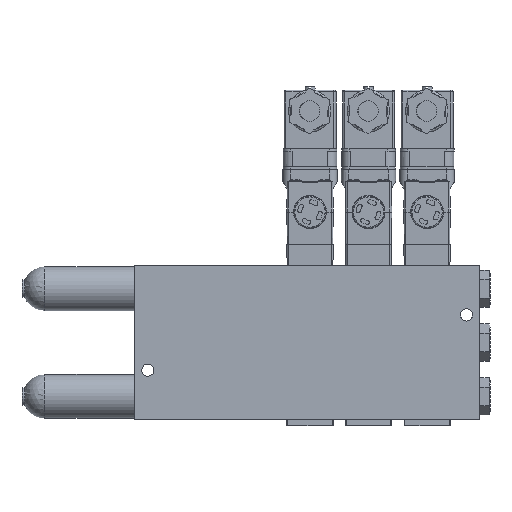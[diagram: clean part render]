
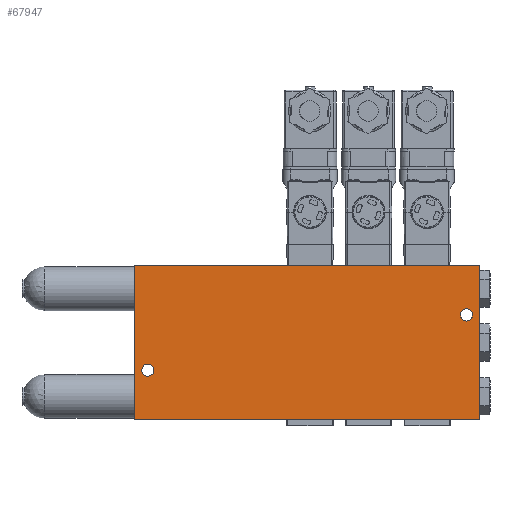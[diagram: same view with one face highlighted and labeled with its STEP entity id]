
A CAD part, front view. The second image highlights one B-rep face of the part: STEP entity #67947.
In plain terms, the highlighted planar face has unit normal (0, -1, 0).
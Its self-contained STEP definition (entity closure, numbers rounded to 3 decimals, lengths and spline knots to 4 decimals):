
#56=DIRECTION('',(0.,0.,1.));
#57=VECTOR('',#56,3.3);
#58=CARTESIAN_POINT('',(3.6875,-0.625,0.));
#59=LINE('',#58,#57);
#136=DIRECTION('',(1.,0.,0.));
#137=VECTOR('',#136,7.375);
#138=CARTESIAN_POINT('',(-3.6875,-0.625,0.));
#139=LINE('',#138,#137);
#434=DIRECTION('',(1.,0.,0.));
#435=VECTOR('',#434,7.375);
#436=CARTESIAN_POINT('',(-3.6875,-0.625,3.3));
#437=LINE('',#436,#435);
#438=DIRECTION('',(0.,0.,1.));
#439=VECTOR('',#438,3.3);
#440=CARTESIAN_POINT('',(-3.6875,-0.625,0.));
#441=LINE('',#440,#439);
#442=CARTESIAN_POINT('',(-3.4025,-0.625,1.06));
#443=DIRECTION('',(0.,1.,0.));
#444=DIRECTION('',(1.,0.,0.));
#445=AXIS2_PLACEMENT_3D('',#442,#443,#444);
#447=CARTESIAN_POINT('',(-3.4025,-0.625,1.06));
#448=DIRECTION('',(0.,1.,0.));
#449=DIRECTION('',(-1.,0.,0.));
#450=AXIS2_PLACEMENT_3D('',#447,#448,#449);
#452=CARTESIAN_POINT('',(3.4025,-0.625,2.24));
#453=DIRECTION('',(0.,1.,0.));
#454=DIRECTION('',(1.,0.,0.));
#455=AXIS2_PLACEMENT_3D('',#452,#453,#454);
#457=CARTESIAN_POINT('',(3.4025,-0.625,2.24));
#458=DIRECTION('',(0.,1.,0.));
#459=DIRECTION('',(-1.,0.,0.));
#460=AXIS2_PLACEMENT_3D('',#457,#458,#459);
#57416=CARTESIAN_POINT('',(-3.6875,-0.625,0.));
#57418=VERTEX_POINT('',#57416);
#57419=CARTESIAN_POINT('',(3.6875,-0.625,0.));
#57420=VERTEX_POINT('',#57419);
#57424=CARTESIAN_POINT('',(-3.6875,-0.625,3.3));
#57426=VERTEX_POINT('',#57424);
#57427=CARTESIAN_POINT('',(3.6875,-0.625,3.3));
#57428=VERTEX_POINT('',#57427);
#67629=CARTESIAN_POINT('',(-3.2725,-0.625,1.06));
#67631=VERTEX_POINT('',#67629);
#67633=CARTESIAN_POINT('',(-3.5325,-0.625,1.06));
#67635=VERTEX_POINT('',#67633);
#67637=CARTESIAN_POINT('',(3.5325,-0.625,2.24));
#67639=VERTEX_POINT('',#67637);
#67641=CARTESIAN_POINT('',(3.2725,-0.625,2.24));
#67643=VERTEX_POINT('',#67641);
#67924=CARTESIAN_POINT('',(-3.6875,-0.625,0.));
#67925=DIRECTION('',(0.,-1.,0.));
#67926=DIRECTION('',(1.,0.,0.));
#67927=AXIS2_PLACEMENT_3D('',#67924,#67925,#67926);
#67928=PLANE('',#67927);
#67929=ORIENTED_EDGE('',*,*,#67731,.F.);
#67930=ORIENTED_EDGE('',*,*,#67749,.T.);
#67931=ORIENTED_EDGE('',*,*,#67919,.T.);
#67932=ORIENTED_EDGE('',*,*,#67674,.F.);
#67933=EDGE_LOOP('',(#67929,#67930,#67931,#67932));
#67934=FACE_OUTER_BOUND('',#67933,.F.);
#67936=ORIENTED_EDGE('',*,*,#67935,.F.);
#67938=ORIENTED_EDGE('',*,*,#67937,.F.);
#67939=EDGE_LOOP('',(#67936,#67938));
#67940=FACE_BOUND('',#67939,.F.);
#67942=ORIENTED_EDGE('',*,*,#67941,.F.);
#67944=ORIENTED_EDGE('',*,*,#67943,.F.);
#67945=EDGE_LOOP('',(#67942,#67944));
#67946=FACE_BOUND('',#67945,.F.);
#446=CIRCLE('',#445,0.13);
#451=CIRCLE('',#450,0.13);
#456=CIRCLE('',#455,0.13);
#461=CIRCLE('',#460,0.13);
#67674=EDGE_CURVE('',#57420,#57428,#59,.T.);
#67731=EDGE_CURVE('',#57418,#57420,#139,.T.);
#67749=EDGE_CURVE('',#57418,#57426,#441,.T.);
#67919=EDGE_CURVE('',#57426,#57428,#437,.T.);
#67935=EDGE_CURVE('',#67631,#67635,#446,.T.);
#67937=EDGE_CURVE('',#67635,#67631,#451,.T.);
#67941=EDGE_CURVE('',#67639,#67643,#456,.T.);
#67943=EDGE_CURVE('',#67643,#67639,#461,.T.);
#67947=ADVANCED_FACE('',(#67934,#67940,#67946),#67928,.T.);
